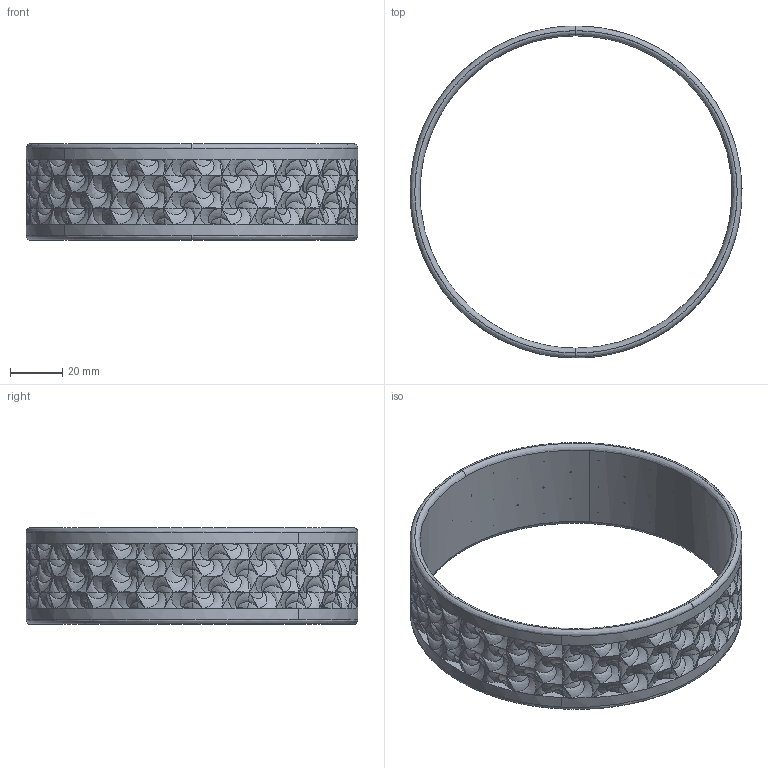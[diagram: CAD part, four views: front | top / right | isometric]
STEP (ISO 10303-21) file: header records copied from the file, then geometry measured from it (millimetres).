
FILE_DESCRIPTION(('FreeCAD Model'),'2;1');
FILE_NAME('Open CASCADE Shape Model','2025-05-04T02:19:12',('FreeCAD'),( 'FreeCAD'),'Open CASCADE STEP processor 7.6','FreeCAD','Unknown');
FILE_SCHEMA(('AUTOMOTIVE_DESIGN { 1 0 10303 214 1 1 1 1 }'));
Products named in the file (1): Open CASCADE STEP translator 7.6 1
Bounding box: 126.64 x 126.57 x 36.98 mm (x, y, z)
Volume: 39837.2 mm3; surface area: 32497.3 mm2
Topology: 1 solids, 1 shells, 826 faces, 1410 edges, 586 vertices
Faces by surface type: bspline 826
Entity records: 204780 total; most frequent: CARTESIAN_POINT 195315, ORIENTED_EDGE 2820, EDGE_CURVE 1410, B_SPLINE_CURVE_WITH_KNOTS 1338, FACE_BOUND 828, EDGE_LOOP 828, ADVANCED_FACE 826, B_SPLINE_SURFACE_WITH_KNOTS 812
